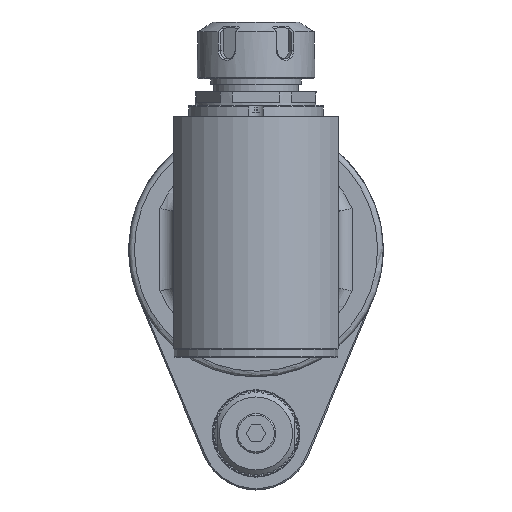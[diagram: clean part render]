
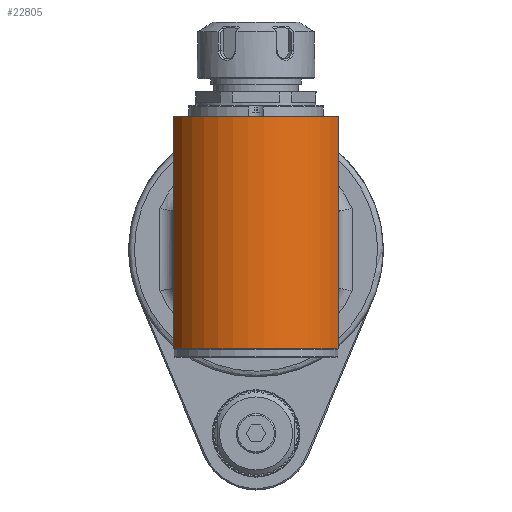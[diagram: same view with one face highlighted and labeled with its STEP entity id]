
A CAD part, front view. The second image highlights one B-rep face of the part: STEP entity #22805.
In plain terms, the highlighted cylindrical face has radius 32 mm (diameter 64 mm), a partial arc.
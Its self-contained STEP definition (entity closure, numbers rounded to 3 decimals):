
#1397=CIRCLE('',#24533,32.);
#1496=CIRCLE('',#24762,32.);
#1866=CYLINDRICAL_SURFACE('',#24761,32.);
#2591=FACE_OUTER_BOUND('',#3945,.T.);
#3945=EDGE_LOOP('',(#18183,#18184,#18185,#18186));
#5763=LINE('',#39395,#7911);
#5764=LINE('',#39399,#7912);
#7911=VECTOR('',#29201,82.);
#7912=VECTOR('',#29206,82.);
#10026=VERTEX_POINT('',#38617);
#10027=VERTEX_POINT('',#38619);
#10225=VERTEX_POINT('',#39393);
#10226=VERTEX_POINT('',#39397);
#12758=EDGE_CURVE('',#10027,#10026,#1397,.T.);
#13065=EDGE_CURVE('',#10026,#10225,#5763,.T.);
#13066=EDGE_CURVE('',#10226,#10225,#1496,.T.);
#13067=EDGE_CURVE('',#10027,#10226,#5764,.T.);
#18183=ORIENTED_EDGE('',*,*,#12758,.T.);
#18184=ORIENTED_EDGE('',*,*,#13065,.T.);
#18185=ORIENTED_EDGE('',*,*,#13066,.F.);
#18186=ORIENTED_EDGE('',*,*,#13067,.F.);
#22805=ADVANCED_FACE('',(#2591),#1866,.T.);
#24533=AXIS2_PLACEMENT_3D('',#38620,#28538,#28539);
#24761=AXIS2_PLACEMENT_3D('',#39396,#29202,#29203);
#24762=AXIS2_PLACEMENT_3D('',#39398,#29204,#29205);
#28538=DIRECTION('center_axis',(0.,0.,1.));
#28539=DIRECTION('ref_axis',(-0.906,-0.423,0.));
#29201=DIRECTION('',(0.,0.,1.));
#29202=DIRECTION('center_axis',(0.,0.,1.));
#29203=DIRECTION('ref_axis',(-1.,0.,0.));
#29204=DIRECTION('center_axis',(0.,0.,1.));
#29205=DIRECTION('ref_axis',(-0.906,-0.423,0.));
#29206=DIRECTION('',(0.,0.,1.));
#38617=CARTESIAN_POINT('',(29.,-187.528,-35.));
#38619=CARTESIAN_POINT('',(-29.,-187.528,-35.));
#38620=CARTESIAN_POINT('Origin',(0.,-174.,-35.));
#39393=CARTESIAN_POINT('',(29.,-187.528,47.));
#39395=CARTESIAN_POINT('',(29.,-187.528,-35.));
#39396=CARTESIAN_POINT('Origin',(0.,-174.,-55.));
#39397=CARTESIAN_POINT('',(-29.,-187.528,47.));
#39398=CARTESIAN_POINT('Origin',(0.,-174.,47.));
#39399=CARTESIAN_POINT('',(-29.,-187.528,-35.));
